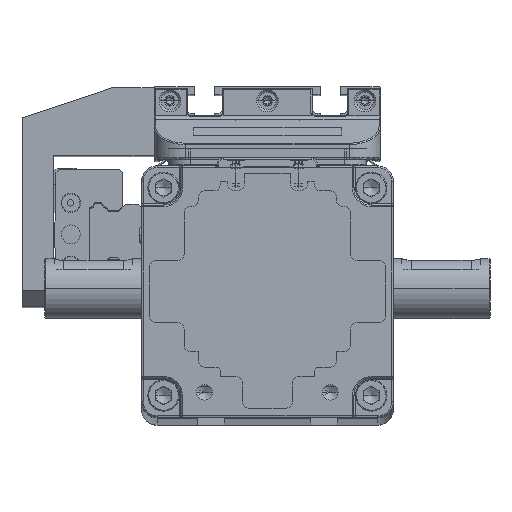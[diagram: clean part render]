
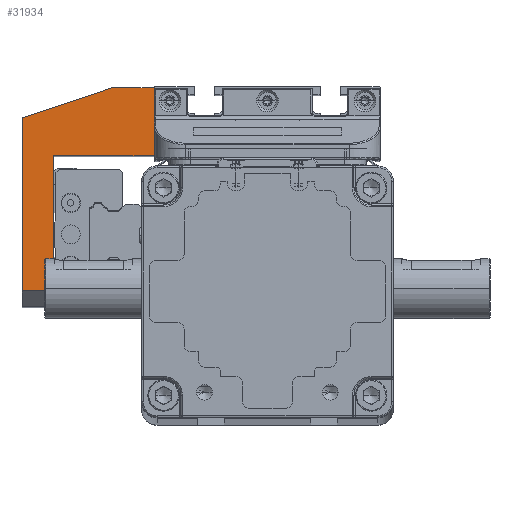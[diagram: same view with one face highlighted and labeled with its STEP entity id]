
A CAD part, top view. The second image highlights one B-rep face of the part: STEP entity #31934.
In plain terms, the highlighted face is planar.
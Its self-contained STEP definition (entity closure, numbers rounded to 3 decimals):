
#2058 = VECTOR ( 'NONE', #149577, 1000. ) ;
#7528 = VERTEX_POINT ( 'NONE', #123366 ) ;
#7888 = VECTOR ( 'NONE', #65187, 1000. ) ;
#11329 = CARTESIAN_POINT ( 'NONE',  ( 0., 21.5, -115. ) ) ;
#14013 = ORIENTED_EDGE ( 'NONE', *, *, #35928, .F. ) ;
#16282 = ORIENTED_EDGE ( 'NONE', *, *, #87360, .F. ) ;
#16584 = LINE ( 'NONE', #43914, #132294 ) ;
#16592 = LINE ( 'NONE', #107412, #145201 ) ;
#17778 = VERTEX_POINT ( 'NONE', #112039 ) ;
#18108 = CARTESIAN_POINT ( 'NONE',  ( 10., 12., -115. ) ) ;
#19034 = EDGE_LOOP ( 'NONE', ( #101834, #123660, #14013, #121223, #44574, #16282, #88729 ) ) ;
#26322 = FACE_OUTER_BOUND ( 'NONE', #19034, .T. ) ;
#27874 = PLANE ( 'NONE',  #91763 ) ;
#30837 = CARTESIAN_POINT ( 'NONE',  ( 10., -43., -115. ) ) ;
#31934 = ADVANCED_FACE ( 'NONE', ( #26322 ), #27874, .F. ) ;
#32807 = CARTESIAN_POINT ( 'NONE',  ( -32., 0., -115. ) ) ;
#35069 = VERTEX_POINT ( 'NONE', #71912 ) ;
#35928 = EDGE_CURVE ( 'NONE', #52509, #35069, #117061, .T. ) ;
#36511 = DIRECTION ( 'NONE',  ( -1., 0., 0. ) ) ;
#37260 = LINE ( 'NONE', #11329, #120816 ) ;
#43535 = VERTEX_POINT ( 'NONE', #18108 ) ;
#43914 = CARTESIAN_POINT ( 'NONE',  ( 0., 0., -115. ) ) ;
#44574 = ORIENTED_EDGE ( 'NONE', *, *, #90267, .F. ) ;
#50887 = LINE ( 'NONE', #97411, #62103 ) ;
#52509 = VERTEX_POINT ( 'NONE', #62273 ) ;
#55880 = VERTEX_POINT ( 'NONE', #82540 ) ;
#56078 = DIRECTION ( 'NONE',  ( 1., 0., 0. ) ) ;
#59871 = EDGE_CURVE ( 'NONE', #55880, #52509, #138871, .T. ) ;
#62103 = VECTOR ( 'NONE', #144020, 1000. ) ;
#62273 = CARTESIAN_POINT ( 'NONE',  ( -32., 0., -115. ) ) ;
#63145 = DIRECTION ( 'NONE',  ( -0.949, 0.316, 0. ) ) ;
#65187 = DIRECTION ( 'NONE',  ( -1., 0., 0. ) ) ;
#67190 = EDGE_CURVE ( 'NONE', #17778, #7528, #132363, .T. ) ;
#71912 = CARTESIAN_POINT ( 'NONE',  ( 0., 0., -115. ) ) ;
#80932 = CARTESIAN_POINT ( 'NONE',  ( -18.5, 21.5, -115. ) ) ;
#82540 = CARTESIAN_POINT ( 'NONE',  ( -32., 21.5, -115. ) ) ;
#85833 = CARTESIAN_POINT ( 'NONE',  ( 0., 0., -115. ) ) ;
#86911 = VERTEX_POINT ( 'NONE', #80932 ) ;
#87360 = EDGE_CURVE ( 'NONE', #43535, #86911, #16592, .T. ) ;
#88729 = ORIENTED_EDGE ( 'NONE', *, *, #149552, .T. ) ;
#90267 = EDGE_CURVE ( 'NONE', #86911, #55880, #37260, .T. ) ;
#90428 = DIRECTION ( 'NONE',  ( 0., -1., 0. ) ) ;
#91763 = AXIS2_PLACEMENT_3D ( 'NONE', #85833, #130175, #119485 ) ;
#91899 = CARTESIAN_POINT ( 'NONE',  ( 0., 0., -115. ) ) ;
#95414 = VECTOR ( 'NONE', #56078, 1000. ) ;
#97411 = CARTESIAN_POINT ( 'NONE',  ( 10., 12., -115. ) ) ;
#101834 = ORIENTED_EDGE ( 'NONE', *, *, #67190, .T. ) ;
#107412 = CARTESIAN_POINT ( 'NONE',  ( 10., 12., -115. ) ) ;
#112039 = CARTESIAN_POINT ( 'NONE',  ( 10., -43., -115. ) ) ;
#117061 = LINE ( 'NONE', #91899, #95414 ) ;
#119485 = DIRECTION ( 'NONE',  ( 1., 0., 0. ) ) ;
#120816 = VECTOR ( 'NONE', #36511, 1000. ) ;
#121223 = ORIENTED_EDGE ( 'NONE', *, *, #59871, .F. ) ;
#123366 = CARTESIAN_POINT ( 'NONE',  ( 0., -43., -115. ) ) ;
#123660 = ORIENTED_EDGE ( 'NONE', *, *, #124203, .F. ) ;
#124203 = EDGE_CURVE ( 'NONE', #35069, #7528, #16584, .T. ) ;
#130175 = DIRECTION ( 'NONE',  ( 0., 0., 1. ) ) ;
#132294 = VECTOR ( 'NONE', #90428, 1000. ) ;
#132363 = LINE ( 'NONE', #30837, #7888 ) ;
#138871 = LINE ( 'NONE', #32807, #2058 ) ;
#144020 = DIRECTION ( 'NONE',  ( 0., -1., 0. ) ) ;
#145201 = VECTOR ( 'NONE', #63145, 1000. ) ;
#149552 = EDGE_CURVE ( 'NONE', #43535, #17778, #50887, .T. ) ;
#149577 = DIRECTION ( 'NONE',  ( 0., -1., 0. ) ) ;
